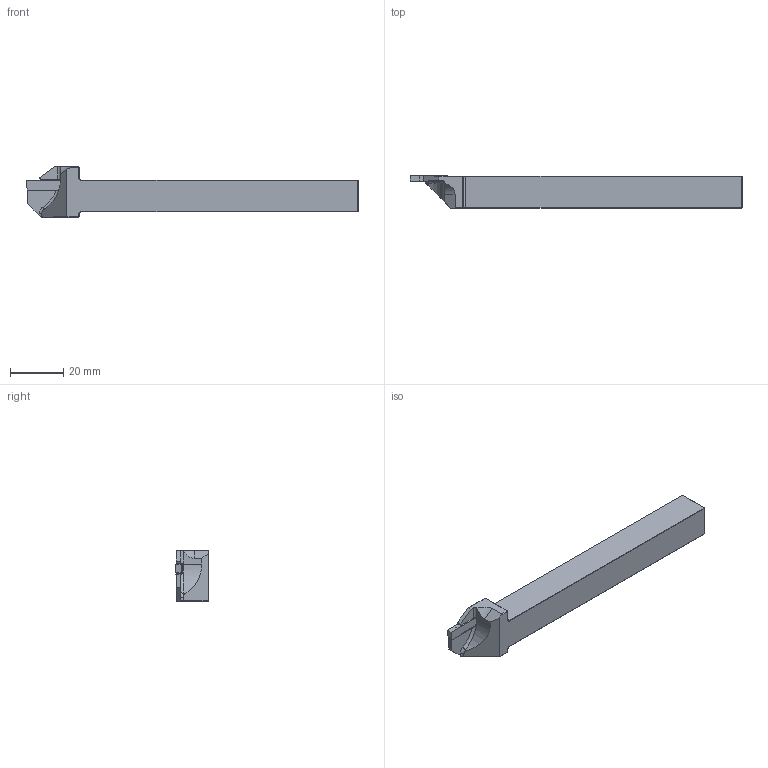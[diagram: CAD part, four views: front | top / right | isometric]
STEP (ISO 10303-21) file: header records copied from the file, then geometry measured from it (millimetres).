
FILE_DESCRIPTION(/* description */ (''),/* implementation_level */ '2;1');
FILE_NAME(/* name */ 'ADKT-RD-L-1212-2-T12-K-S.stp',/* time_stamp */ '2023-10-19T15:56:49+03:00',/* author */ (''),/* organization */ (''),/* preprocessor_version */ 'ST-DEVELOPER v19.4',/* originating_system */ 'SIEMENS PLM Software NX2306.3001',/* authorisation */ '');
FILE_SCHEMA (('AUTOMOTIVE_DESIGN { 1 0 10303 214 3 1 1 1 }'));
Length unit declared in the file: millimetre
Products named in the file (1): ADKT-RD-R-1212-2-T12-K-S_objects
Bounding box: 125 x 12.2 x 19 mm (x, y, z)
Volume: 17170.8 mm3; surface area: 6358.8 mm2
Topology: 2 solids, 2 shells, 67 faces, 164 edges, 101 vertices
Faces by surface type: plane 52, cylinder 8, cone 5, torus 2
Entity records: 1982 total; most frequent: CARTESIAN_POINT 363, ORIENTED_EDGE 328, DIRECTION 322, EDGE_CURVE 164, LINE 132, VECTOR 132, VERTEX_POINT 101, AXIS2_PLACEMENT_3D 95
